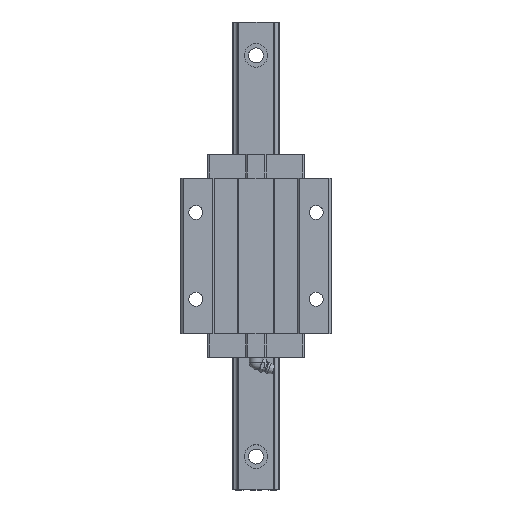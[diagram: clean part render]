
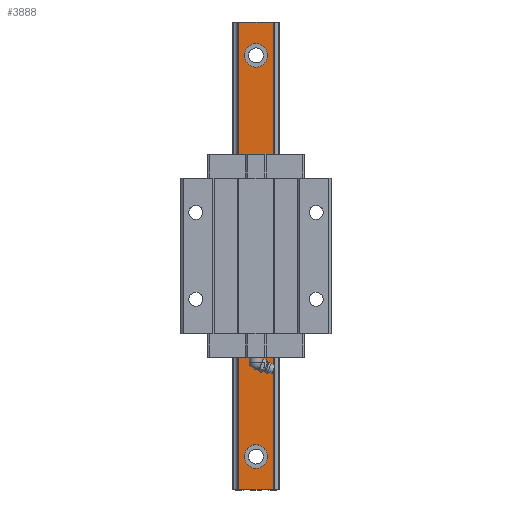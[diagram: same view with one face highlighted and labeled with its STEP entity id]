
A CAD part, top view. The second image highlights one B-rep face of the part: STEP entity #3888.
In plain terms, the highlighted planar face has unit normal (0, 0, 1).
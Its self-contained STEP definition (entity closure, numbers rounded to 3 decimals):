
#172=CIRCLE('',#5002,7.);
#179=CIRCLE('',#5019,7.);
#186=CIRCLE('',#5036,7.);
#188=CIRCLE('',#5044,7.);
#423=ORIENTED_EDGE('',*,*,#1507,.T.);
#424=ORIENTED_EDGE('',*,*,#1522,.T.);
#425=ORIENTED_EDGE('',*,*,#1537,.T.);
#426=ORIENTED_EDGE('',*,*,#1552,.T.);
#427=ORIENTED_EDGE('',*,*,#1553,.F.);
#428=ORIENTED_EDGE('',*,*,#1551,.F.);
#429=ORIENTED_EDGE('',*,*,#1554,.T.);
#430=ORIENTED_EDGE('',*,*,#1555,.T.);
#1507=EDGE_CURVE('',#2083,#2083,#172,.T.);
#1522=EDGE_CURVE('',#2094,#2094,#179,.T.);
#1537=EDGE_CURVE('',#2105,#2105,#186,.T.);
#1551=EDGE_CURVE('',#2117,#2115,#2494,.T.);
#1552=EDGE_CURVE('',#2118,#2118,#188,.T.);
#1553=EDGE_CURVE('',#2115,#2119,#2495,.T.);
#1554=EDGE_CURVE('',#2117,#2120,#2496,.T.);
#1555=EDGE_CURVE('',#2120,#2119,#2497,.T.);
#2083=VERTEX_POINT('',#6546);
#2094=VERTEX_POINT('',#6578);
#2105=VERTEX_POINT('',#6610);
#2115=VERTEX_POINT('',#6635);
#2117=VERTEX_POINT('',#6639);
#2118=VERTEX_POINT('',#6643);
#2119=VERTEX_POINT('',#6645);
#2120=VERTEX_POINT('',#6647);
#2494=LINE('',#6640,#2855);
#2495=LINE('',#6644,#2856);
#2496=LINE('',#6646,#2857);
#2497=LINE('',#6648,#2858);
#2855=VECTOR('',#5515,1000.);
#2856=VECTOR('',#5520,1000.);
#2857=VECTOR('',#5521,1000.);
#2858=VECTOR('',#5522,1000.);
#3224=EDGE_LOOP('',(#423));
#3225=EDGE_LOOP('',(#424));
#3226=EDGE_LOOP('',(#425));
#3227=EDGE_LOOP('',(#426));
#3228=EDGE_LOOP('',(#427,#428,#429,#430));
#3491=FACE_BOUND('',#3224,.T.);
#3492=FACE_BOUND('',#3225,.T.);
#3493=FACE_BOUND('',#3226,.T.);
#3494=FACE_BOUND('',#3227,.T.);
#3495=FACE_BOUND('',#3228,.T.);
#3743=PLANE('',#5043);
#3888=ADVANCED_FACE('',(#3491,#3492,#3493,#3494,#3495),#3743,.T.);
#5002=AXIS2_PLACEMENT_3D('',#6545,#5414,#5415);
#5019=AXIS2_PLACEMENT_3D('',#6577,#5452,#5453);
#5036=AXIS2_PLACEMENT_3D('',#6609,#5490,#5491);
#5043=AXIS2_PLACEMENT_3D('',#6641,#5516,#5517);
#5044=AXIS2_PLACEMENT_3D('',#6642,#5518,#5519);
#5414=DIRECTION('',(0.,0.,-1.));
#5415=DIRECTION('',(1.,0.,0.));
#5452=DIRECTION('',(0.,0.,-1.));
#5453=DIRECTION('',(1.,0.,0.));
#5490=DIRECTION('',(0.,0.,-1.));
#5491=DIRECTION('',(1.,0.,0.));
#5515=DIRECTION('',(0.,1.,0.));
#5516=DIRECTION('',(0.,0.,1.));
#5517=DIRECTION('',(1.,0.,0.));
#5518=DIRECTION('',(0.,0.,-1.));
#5519=DIRECTION('',(1.,0.,0.));
#5520=DIRECTION('',(1.,0.,0.));
#5521=DIRECTION('',(1.,0.,0.));
#5522=DIRECTION('',(0.,1.,0.));
#6545=CARTESIAN_POINT('',(0.,-120.,26.));
#6546=CARTESIAN_POINT('',(7.,-120.,26.));
#6577=CARTESIAN_POINT('',(0.,-40.,26.));
#6578=CARTESIAN_POINT('',(7.,-40.,26.));
#6609=CARTESIAN_POINT('',(0.,40.,26.));
#6610=CARTESIAN_POINT('',(7.,40.,26.));
#6635=CARTESIAN_POINT('',(-10.2,140.,26.));
#6639=CARTESIAN_POINT('',(-10.2,-140.,26.));
#6640=CARTESIAN_POINT('',(-10.2,-140.,26.));
#6641=CARTESIAN_POINT('',(-10.2,-140.,26.));
#6642=CARTESIAN_POINT('',(0.,120.,26.));
#6643=CARTESIAN_POINT('',(7.,120.,26.));
#6644=CARTESIAN_POINT('',(-10.2,140.,26.));
#6645=CARTESIAN_POINT('',(10.2,140.,26.));
#6646=CARTESIAN_POINT('',(-10.2,-140.,26.));
#6647=CARTESIAN_POINT('',(10.2,-140.,26.));
#6648=CARTESIAN_POINT('',(10.2,-140.,26.));
